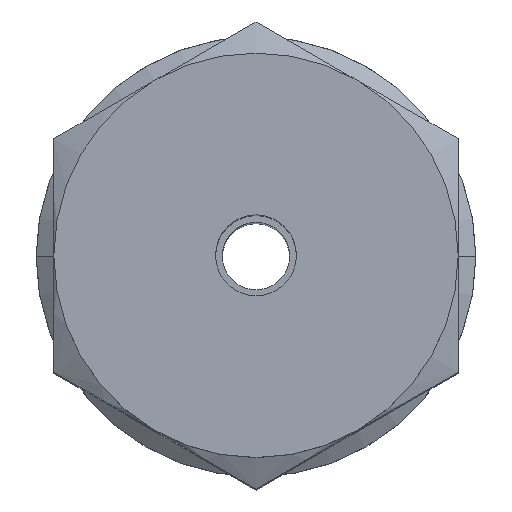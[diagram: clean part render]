
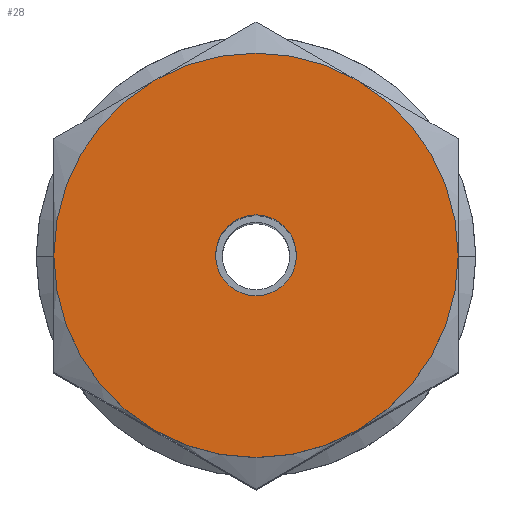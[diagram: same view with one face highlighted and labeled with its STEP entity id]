
A CAD part, top view. The second image highlights one B-rep face of the part: STEP entity #28.
In plain terms, the highlighted planar face has unit normal (0, 0, 1).
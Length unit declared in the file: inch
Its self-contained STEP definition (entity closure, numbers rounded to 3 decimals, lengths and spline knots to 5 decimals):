
#4 = EDGE_LOOP ( 'NONE', ( #1484, #4865 ) ) ;
#28 = ADVANCED_FACE ( 'NONE', ( #832, #833 ), #834, .T. ) ;
#67 = EDGE_CURVE ( 'NONE', #200, #410, #944, .T. ) ;
#200 = VERTEX_POINT ( 'NONE', #1966 ) ;
#254 = VERTEX_POINT ( 'NONE', #2444 ) ;
#263 = EDGE_CURVE ( 'NONE', #254, #4666, #2519, .T. ) ;
#410 = VERTEX_POINT ( 'NONE', #3817 ) ;
#583 = ORIENTED_EDGE ( 'NONE', *, *, #623, .F. ) ;
#623 = EDGE_CURVE ( 'NONE', #410, #200, #2057, .T. ) ;
#832 = FACE_OUTER_BOUND ( 'NONE', #4, .T. ) ;
#833 = FACE_BOUND ( 'NONE', #4808, .T. ) ;
#834 = PLANE ( 'NONE',  #835 ) ;
#835 = AXIS2_PLACEMENT_3D ( 'NONE', #836, #837, #838 ) ;
#836 = CARTESIAN_POINT ( 'NONE',  ( 0., 0.18042, 0.93 ) ) ;
#837 = DIRECTION ( 'NONE',  ( 0., 0., 1. ) ) ;
#838 = DIRECTION ( 'NONE',  ( 1., 0., 0. ) ) ;
#944 = CIRCLE ( 'NONE', #945, 0.03125 ) ;
#945 = AXIS2_PLACEMENT_3D ( 'NONE', #946, #947, #948 ) ;
#946 = CARTESIAN_POINT ( 'NONE',  ( 0., 0., 0.93 ) ) ;
#947 = DIRECTION ( 'NONE',  ( 0., 0., 1. ) ) ;
#948 = DIRECTION ( 'NONE',  ( 0., -1., 0. ) ) ;
#1378 = CARTESIAN_POINT ( 'NONE',  ( -0.15625, 0., 0.93 ) ) ;
#1484 = ORIENTED_EDGE ( 'NONE', *, *, #263, .T. ) ;
#1966 = CARTESIAN_POINT ( 'NONE',  ( 0., -0.03125, 0.93 ) ) ;
#2057 = CIRCLE ( 'NONE', #2058, 0.03125 ) ;
#2058 = AXIS2_PLACEMENT_3D ( 'NONE', #2059, #2060, #2061 ) ;
#2059 = CARTESIAN_POINT ( 'NONE',  ( 0., 0., 0.93 ) ) ;
#2060 = DIRECTION ( 'NONE',  ( 0., 0., 1. ) ) ;
#2061 = DIRECTION ( 'NONE',  ( 0., -1., 0. ) ) ;
#2444 = CARTESIAN_POINT ( 'NONE',  ( 0.15625, 0., 0.93 ) ) ;
#2519 = CIRCLE ( 'NONE', #2520, 0.15625 ) ;
#2520 = AXIS2_PLACEMENT_3D ( 'NONE', #2521, #2522, #2523 ) ;
#2521 = CARTESIAN_POINT ( 'NONE',  ( 0., 0., 0.93 ) ) ;
#2522 = DIRECTION ( 'NONE',  ( 0., 0., 1. ) ) ;
#2523 = DIRECTION ( 'NONE',  ( 1., 0., 0. ) ) ;
#2909 = CIRCLE ( 'NONE', #2910, 0.15625 ) ;
#2910 = AXIS2_PLACEMENT_3D ( 'NONE', #2911, #2912, #2913 ) ;
#2911 = CARTESIAN_POINT ( 'NONE',  ( 0., 0., 0.93 ) ) ;
#2912 = DIRECTION ( 'NONE',  ( 0., 0., 1. ) ) ;
#2913 = DIRECTION ( 'NONE',  ( 1., 0., 0. ) ) ;
#3817 = CARTESIAN_POINT ( 'NONE',  ( 0., 0.03125, 0.93 ) ) ;
#4666 = VERTEX_POINT ( 'NONE', #1378 ) ;
#4764 = ORIENTED_EDGE ( 'NONE', *, *, #67, .F. ) ;
#4808 = EDGE_LOOP ( 'NONE', ( #4764, #583 ) ) ;
#4827 = EDGE_CURVE ( 'NONE', #4666, #254, #2909, .T. ) ;
#4865 = ORIENTED_EDGE ( 'NONE', *, *, #4827, .T. ) ;
